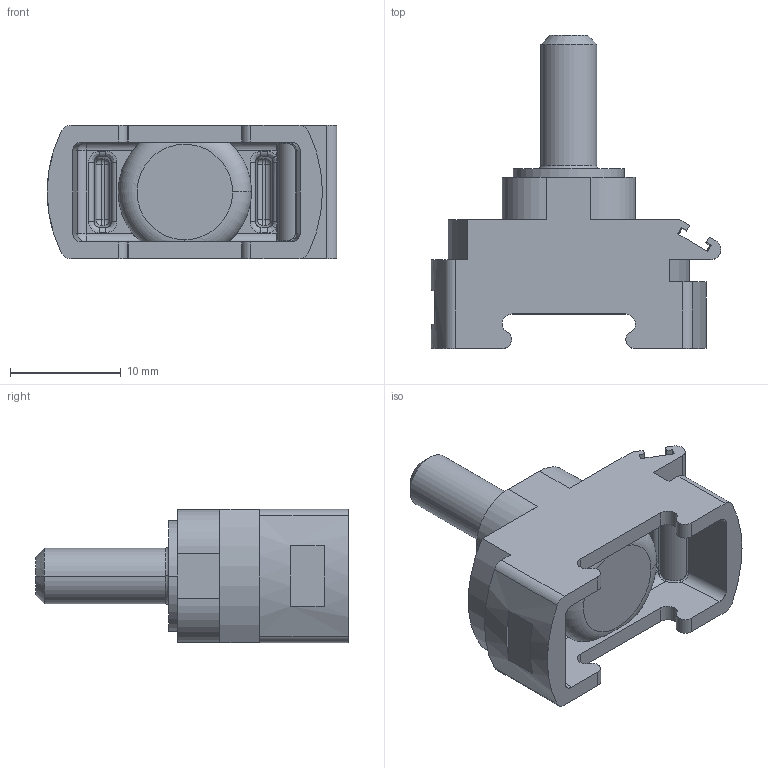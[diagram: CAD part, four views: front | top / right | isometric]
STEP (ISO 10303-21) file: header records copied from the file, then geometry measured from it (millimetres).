
FILE_DESCRIPTION((''),'2;1');
FILE_NAME('00115293237','2019-11-29T',('presta_be4'),(''),'CREO PARAMETRIC BY PTC INC, 2018360','CREO PARAMETRIC BY PTC INC, 2018360','');
FILE_SCHEMA(('CONFIG_CONTROL_DESIGN'));
Length unit declared in the file: millimetre
Products named in the file (1): 00115293237
Bounding box: 26.1 x 28.2 x 12 mm (x, y, z)
Volume: 2905.9 mm3; surface area: 2468.4 mm2
Topology: 1 solids, 1 shells, 223 faces, 524 edges, 312 vertices
Faces by surface type: cylinder 85, plane 67, bspline 28, torus 18, sphere 18, cone 7
Entity records: 9722 total; most frequent: CARTESIAN_POINT 4729, ORIENTED_EDGE 1048, DIRECTION 1024, EDGE_CURVE 524, AXIS2_PLACEMENT_3D 391, VERTEX_POINT 312, VECTOR 242, LINE 242
